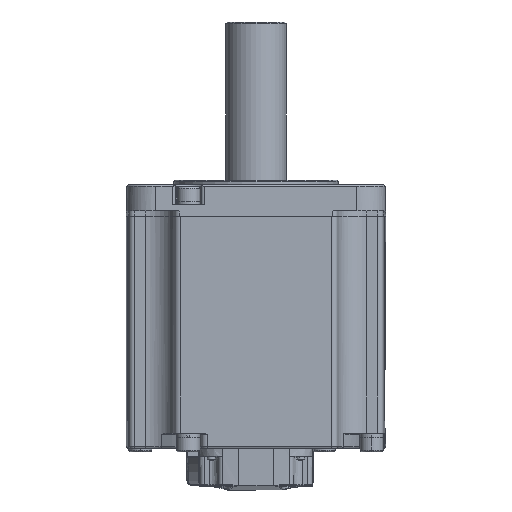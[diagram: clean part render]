
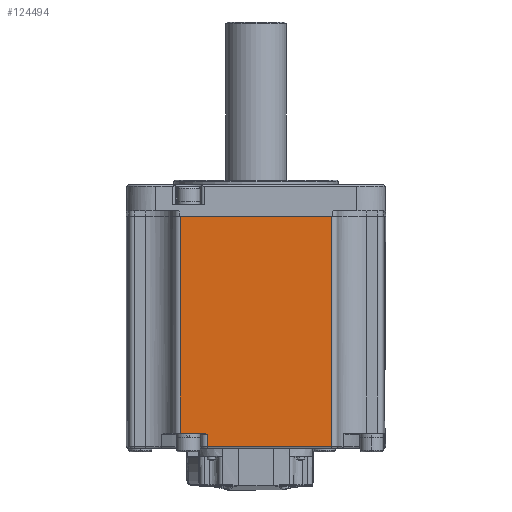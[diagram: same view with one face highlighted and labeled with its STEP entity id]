
A CAD part, front view. The second image highlights one B-rep face of the part: STEP entity #124494.
In plain terms, the highlighted planar face has unit normal (0, -1, 0).
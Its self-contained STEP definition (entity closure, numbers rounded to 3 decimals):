
#1245 = EDGE_CURVE ( 'NONE', #7285, #130115, #28566, .T. ) ;
#2815 = CARTESIAN_POINT ( 'NONE',  ( -34.445, -90., -80.262 ) ) ;
#4973 = CARTESIAN_POINT ( 'NONE',  ( -52.75, -90., 71.5 ) ) ;
#5124 = LINE ( 'NONE', #4973, #161815 ) ;
#7285 = VERTEX_POINT ( 'NONE', #76793 ) ;
#9921 = VERTEX_POINT ( 'NONE', #66883 ) ;
#11266 = VECTOR ( 'NONE', #133910, 1000. ) ;
#15712 = CARTESIAN_POINT ( 'NONE',  ( -34., -90., -80.5 ) ) ;
#16937 = VERTEX_POINT ( 'NONE', #129086 ) ;
#19003 = ORIENTED_EDGE ( 'NONE', *, *, #26598, .T. ) ;
#19623 = LINE ( 'NONE', #136337, #83821 ) ;
#26598 = EDGE_CURVE ( 'NONE', #75795, #99508, #5124, .T. ) ;
#26979 = CARTESIAN_POINT ( 'NONE',  ( -52.75, -90., 71. ) ) ;
#28566 = LINE ( 'NONE', #132847, #54539 ) ;
#30116 = DIRECTION ( 'NONE',  ( -1., 0., 0. ) ) ;
#31213 = DIRECTION ( 'NONE',  ( 0., 1., 0. ) ) ;
#36424 = CARTESIAN_POINT ( 'NONE',  ( -52.75, -90., -79.5 ) ) ;
#40456 = CARTESIAN_POINT ( 'NONE',  ( -36.324, -90., -79.537 ) ) ;
#40965 = DIRECTION ( 'NONE',  ( 0., 0., -1. ) ) ;
#41013 = CARTESIAN_POINT ( 'NONE',  ( -36.573, -90., -79.5 ) ) ;
#43180 = ORIENTED_EDGE ( 'NONE', *, *, #71487, .T. ) ;
#43960 = CARTESIAN_POINT ( 'NONE',  ( 52.75, -90., -89. ) ) ;
#51259 = AXIS2_PLACEMENT_3D ( 'NONE', #134561, #31213, #30116 ) ;
#52275 = VERTEX_POINT ( 'NONE', #91501 ) ;
#54539 = VECTOR ( 'NONE', #134497, 1000. ) ;
#54902 = CARTESIAN_POINT ( 'NONE',  ( -35.591, -90., -79.739 ) ) ;
#57347 = FACE_OUTER_BOUND ( 'NONE', #85030, .T. ) ;
#58021 = B_SPLINE_CURVE_WITH_KNOTS ( 'NONE', 3,
 ( #117386, #41013, #40456, #93621, #54902, #106649, #2815, #15712 ),
 .UNSPECIFIED., .F., .F.,
 ( 4, 2, 2, 4 ),
 ( 0., 0.001, 0.002, 0.003 ),
 .UNSPECIFIED. ) ;
#62836 = CARTESIAN_POINT ( 'NONE',  ( 52.75, -90., 71.5 ) ) ;
#64110 = ORIENTED_EDGE ( 'NONE', *, *, #86145, .T. ) ;
#66883 = CARTESIAN_POINT ( 'NONE',  ( 52.75, -90., 71. ) ) ;
#67810 = DIRECTION ( 'NONE',  ( 0., 0., -1. ) ) ;
#71487 = EDGE_CURVE ( 'NONE', #130115, #16937, #156004, .T. ) ;
#73890 = CARTESIAN_POINT ( 'NONE',  ( -34., -90., -89. ) ) ;
#75795 = VERTEX_POINT ( 'NONE', #26979 ) ;
#75824 = ORIENTED_EDGE ( 'NONE', *, *, #165230, .F. ) ;
#76793 = CARTESIAN_POINT ( 'NONE',  ( -34., -90., -80.5 ) ) ;
#83821 = VECTOR ( 'NONE', #111524, 1000. ) ;
#85030 = EDGE_LOOP ( 'NONE', ( #19003, #64110, #104150, #139703, #43180, #85821, #75824 ) ) ;
#85821 = ORIENTED_EDGE ( 'NONE', *, *, #90068, .F. ) ;
#86145 = EDGE_CURVE ( 'NONE', #99508, #52275, #157625, .T. ) ;
#89109 = VECTOR ( 'NONE', #129194, 1000. ) ;
#90068 = EDGE_CURVE ( 'NONE', #9921, #16937, #158031, .T. ) ;
#91501 = CARTESIAN_POINT ( 'NONE',  ( -36.828, -90., -79.5 ) ) ;
#93621 = CARTESIAN_POINT ( 'NONE',  ( -35.833, -90., -79.657 ) ) ;
#99508 = VERTEX_POINT ( 'NONE', #36424 ) ;
#104150 = ORIENTED_EDGE ( 'NONE', *, *, #111788, .T. ) ;
#106649 = CARTESIAN_POINT ( 'NONE',  ( -34.89, -90., -80.023 ) ) ;
#111524 = DIRECTION ( 'NONE',  ( 1., 0., 0. ) ) ;
#111788 = EDGE_CURVE ( 'NONE', #52275, #7285, #58021, .T. ) ;
#117386 = CARTESIAN_POINT ( 'NONE',  ( -36.828, -90., -79.5 ) ) ;
#124494 = ADVANCED_FACE ( 'NONE', ( #57347 ), #134005, .F. ) ;
#129086 = CARTESIAN_POINT ( 'NONE',  ( 52.75, -90., -89. ) ) ;
#129194 = DIRECTION ( 'NONE',  ( 1., 0., 0. ) ) ;
#129779 = VECTOR ( 'NONE', #40965, 1000. ) ;
#130115 = VERTEX_POINT ( 'NONE', #73890 ) ;
#132847 = CARTESIAN_POINT ( 'NONE',  ( -34., -90., -90. ) ) ;
#133910 = DIRECTION ( 'NONE',  ( 1., 0., 0. ) ) ;
#134005 = PLANE ( 'NONE',  #51259 ) ;
#134497 = DIRECTION ( 'NONE',  ( 0., 0., -1. ) ) ;
#134561 = CARTESIAN_POINT ( 'NONE',  ( -52.75, -90., 71.5 ) ) ;
#136337 = CARTESIAN_POINT ( 'NONE',  ( -52.75, -90., 71. ) ) ;
#139703 = ORIENTED_EDGE ( 'NONE', *, *, #1245, .T. ) ;
#154505 = CARTESIAN_POINT ( 'NONE',  ( -52.75, -90., -79.5 ) ) ;
#156004 = LINE ( 'NONE', #43960, #11266 ) ;
#157625 = LINE ( 'NONE', #154505, #89109 ) ;
#158031 = LINE ( 'NONE', #62836, #129779 ) ;
#161815 = VECTOR ( 'NONE', #67810, 1000. ) ;
#165230 = EDGE_CURVE ( 'NONE', #75795, #9921, #19623, .T. ) ;
